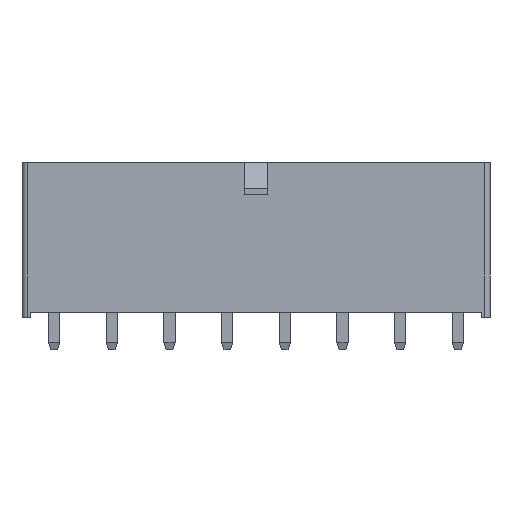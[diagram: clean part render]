
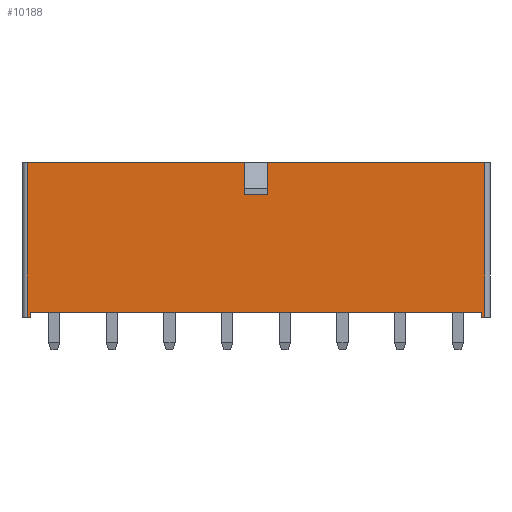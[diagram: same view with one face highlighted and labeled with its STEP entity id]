
A CAD part, front view. The second image highlights one B-rep face of the part: STEP entity #10188.
In plain terms, the highlighted face is planar.
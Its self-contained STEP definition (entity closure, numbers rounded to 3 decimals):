
#182=ORIENTED_EDGE('',*,*,#2213,.F.);
#183=ORIENTED_EDGE('',*,*,#2211,.T.);
#184=ORIENTED_EDGE('',*,*,#2214,.T.);
#185=ORIENTED_EDGE('',*,*,#2215,.T.);
#186=ORIENTED_EDGE('',*,*,#2216,.F.);
#187=ORIENTED_EDGE('',*,*,#2217,.F.);
#188=ORIENTED_EDGE('',*,*,#2218,.F.);
#189=ORIENTED_EDGE('',*,*,#2219,.T.);
#190=ORIENTED_EDGE('',*,*,#2220,.F.);
#191=ORIENTED_EDGE('',*,*,#2221,.F.);
#192=ORIENTED_EDGE('',*,*,#2222,.T.);
#193=ORIENTED_EDGE('',*,*,#2223,.F.);
#2211=EDGE_CURVE('',#3226,#3225,#3852,.T.);
#2213=EDGE_CURVE('',#3226,#3227,#3854,.T.);
#2214=EDGE_CURVE('',#3225,#3228,#3855,.T.);
#2215=EDGE_CURVE('',#3228,#3229,#3856,.T.);
#2216=EDGE_CURVE('',#3230,#3229,#3857,.T.);
#2217=EDGE_CURVE('',#3231,#3230,#3858,.T.);
#2218=EDGE_CURVE('',#3232,#3231,#3859,.T.);
#2219=EDGE_CURVE('',#3232,#3233,#3860,.T.);
#2220=EDGE_CURVE('',#3234,#3233,#3861,.T.);
#2221=EDGE_CURVE('',#3235,#3234,#3862,.T.);
#2222=EDGE_CURVE('',#3235,#3236,#3863,.T.);
#2223=EDGE_CURVE('',#3227,#3236,#3864,.T.);
#3225=VERTEX_POINT('',#13189);
#3226=VERTEX_POINT('',#13191);
#3227=VERTEX_POINT('',#13195);
#3228=VERTEX_POINT('',#13197);
#3229=VERTEX_POINT('',#13199);
#3230=VERTEX_POINT('',#13201);
#3231=VERTEX_POINT('',#13203);
#3232=VERTEX_POINT('',#13205);
#3233=VERTEX_POINT('',#13207);
#3234=VERTEX_POINT('',#13209);
#3235=VERTEX_POINT('',#13211);
#3236=VERTEX_POINT('',#13213);
#3852=LINE('',#13190,#4803);
#3854=LINE('',#13194,#4805);
#3855=LINE('',#13196,#4806);
#3856=LINE('',#13198,#4807);
#3857=LINE('',#13200,#4808);
#3858=LINE('',#13202,#4809);
#3859=LINE('',#13204,#4810);
#3860=LINE('',#13206,#4811);
#3861=LINE('',#13208,#4812);
#3862=LINE('',#13210,#4813);
#3863=LINE('',#13212,#4814);
#3864=LINE('',#13214,#4815);
#4803=VECTOR('',#11200,1000.);
#4805=VECTOR('',#11204,1000.);
#4806=VECTOR('',#11205,1000.);
#4807=VECTOR('',#11206,1000.);
#4808=VECTOR('',#11207,1000.);
#4809=VECTOR('',#11208,1000.);
#4810=VECTOR('',#11209,1000.);
#4811=VECTOR('',#11210,1000.);
#4812=VECTOR('',#11211,1000.);
#4813=VECTOR('',#11212,1000.);
#4814=VECTOR('',#11213,1000.);
#4815=VECTOR('',#11214,1000.);
#5736=EDGE_LOOP('',(#182,#183,#184,#185,#186,#187,#188,#189,#190,#191,#192,
#193));
#6215=FACE_BOUND('',#5736,.T.);
#6692=PLANE('',#10640);
#10188=ADVANCED_FACE('',(#6215),#6692,.F.);
#10640=AXIS2_PLACEMENT_3D('',#13193,#11202,#11203);
#11200=DIRECTION('',(0.,1.,0.));
#11202=DIRECTION('',(0.,0.,-1.));
#11203=DIRECTION('',(-1.,0.,0.));
#11204=DIRECTION('',(1.,0.,0.));
#11205=DIRECTION('',(-1.,0.,0.));
#11206=DIRECTION('',(0.,-1.,0.));
#11207=DIRECTION('',(-1.,0.,0.));
#11208=DIRECTION('',(0.,-1.,0.));
#11209=DIRECTION('',(-1.,0.,0.));
#11210=DIRECTION('',(0.,-1.,0.));
#11211=DIRECTION('',(-1.,0.,0.));
#11212=DIRECTION('',(0.,-1.,0.));
#11213=DIRECTION('',(-1.,0.,0.));
#11214=DIRECTION('',(0.,1.,0.));
#13189=CARTESIAN_POINT('',(-22.275,7.65,3.4));
#13190=CARTESIAN_POINT('',(-22.275,7.15,3.4));
#13191=CARTESIAN_POINT('',(-22.275,7.15,3.4));
#13193=CARTESIAN_POINT('',(23.125,7.65,3.4));
#13194=CARTESIAN_POINT('',(-22.275,7.15,3.4));
#13195=CARTESIAN_POINT('',(22.275,7.15,3.4));
#13196=CARTESIAN_POINT('',(23.125,7.65,3.4));
#13197=CARTESIAN_POINT('',(-22.625,7.65,3.4));
#13198=CARTESIAN_POINT('',(-22.625,7.65,3.4));
#13199=CARTESIAN_POINT('',(-22.625,-7.65,3.4));
#13200=CARTESIAN_POINT('',(23.125,-7.65,3.4));
#13201=CARTESIAN_POINT('',(-1.175,-7.65,3.4));
#13202=CARTESIAN_POINT('',(-1.175,-4.65,3.4));
#13203=CARTESIAN_POINT('',(-1.175,-4.65,3.4));
#13204=CARTESIAN_POINT('',(1.175,-4.65,3.4));
#13205=CARTESIAN_POINT('',(1.175,-4.65,3.4));
#13206=CARTESIAN_POINT('',(1.175,-4.65,3.4));
#13207=CARTESIAN_POINT('',(1.175,-7.65,3.4));
#13208=CARTESIAN_POINT('',(23.125,-7.65,3.4));
#13209=CARTESIAN_POINT('',(22.625,-7.65,3.4));
#13210=CARTESIAN_POINT('',(22.625,7.65,3.4));
#13211=CARTESIAN_POINT('',(22.625,7.65,3.4));
#13212=CARTESIAN_POINT('',(23.125,7.65,3.4));
#13213=CARTESIAN_POINT('',(22.275,7.65,3.4));
#13214=CARTESIAN_POINT('',(22.275,7.15,3.4));
